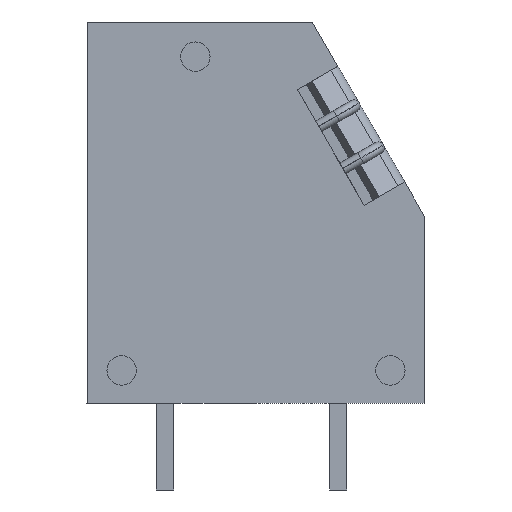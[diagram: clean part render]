
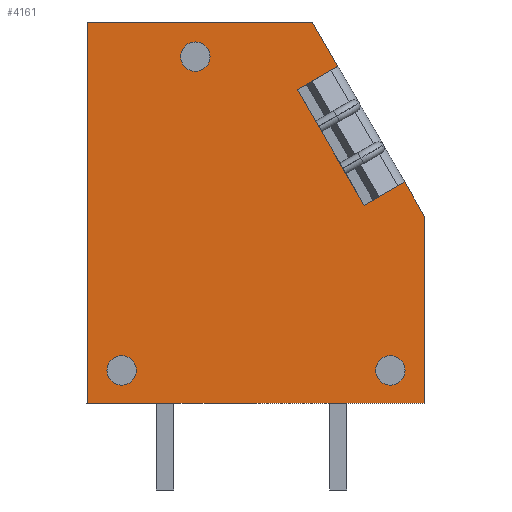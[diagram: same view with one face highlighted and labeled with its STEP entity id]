
A CAD part, left-side view. The second image highlights one B-rep face of the part: STEP entity #4161.
In plain terms, the highlighted planar face has unit normal (-1, 0, 0).
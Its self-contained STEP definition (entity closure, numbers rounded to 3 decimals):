
#918=CARTESIAN_POINT('',(-3.75,-8.85,1.9));
#919=VERTEX_POINT('',#918);
#935=CARTESIAN_POINT('',(-3.75,-7.15,1.9));
#936=VERTEX_POINT('',#935);
#943=CARTESIAN_POINT('',(-3.75,-8.,1.9));
#944=DIRECTION('',(1.0,0.,0.));
#945=DIRECTION('',(0.,0.829,-0.559));
#946=AXIS2_PLACEMENT_3D('',#943,#944,#945);
#947=CIRCLE('',#946,0.85);
#948=EDGE_CURVE('',#919,#936,#947,.T.);
#960=CARTESIAN_POINT('',(-3.75,6.65,1.9));
#961=VERTEX_POINT('',#960);
#977=CARTESIAN_POINT('',(-3.75,8.35,1.9));
#978=VERTEX_POINT('',#977);
#985=CARTESIAN_POINT('',(-3.75,7.5,1.9));
#986=DIRECTION('',(1.0,0.,0.));
#987=DIRECTION('',(0.,0.829,-0.559));
#988=AXIS2_PLACEMENT_3D('',#985,#986,#987);
#989=CIRCLE('',#988,0.85);
#990=EDGE_CURVE('',#961,#978,#989,.T.);
#1002=CARTESIAN_POINT('',(-3.75,2.4,20.0));
#1003=VERTEX_POINT('',#1002);
#1019=CARTESIAN_POINT('',(-3.75,4.1,20.0));
#1020=VERTEX_POINT('',#1019);
#1027=CARTESIAN_POINT('',(-3.75,3.25,20.));
#1028=DIRECTION('',(1.0,0.,0.));
#1029=DIRECTION('',(0.,0.829,-0.559));
#1030=AXIS2_PLACEMENT_3D('',#1027,#1028,#1029);
#1031=CIRCLE('',#1030,0.85);
#1032=EDGE_CURVE('',#1003,#1020,#1031,.T.);
#1084=CARTESIAN_POINT('',(-3.75,3.25,20.));
#1085=DIRECTION('',(1.0,0.,0.));
#1086=DIRECTION('',(0.,0.829,-0.559));
#1087=AXIS2_PLACEMENT_3D('',#1084,#1085,#1086);
#1088=CIRCLE('',#1087,0.85);
#1089=EDGE_CURVE('',#1020,#1003,#1088,.T.);
#1118=CARTESIAN_POINT('',(-3.75,7.5,1.9));
#1119=DIRECTION('',(1.0,0.,0.));
#1120=DIRECTION('',(0.,0.829,-0.559));
#1121=AXIS2_PLACEMENT_3D('',#1118,#1119,#1120);
#1122=CIRCLE('',#1121,0.85);
#1123=EDGE_CURVE('',#978,#961,#1122,.T.);
#1152=CARTESIAN_POINT('',(-3.75,-8.,1.9));
#1153=DIRECTION('',(1.0,0.,0.));
#1154=DIRECTION('',(0.,0.829,-0.559));
#1155=AXIS2_PLACEMENT_3D('',#1152,#1153,#1154);
#1156=CIRCLE('',#1155,0.85);
#1157=EDGE_CURVE('',#936,#919,#1156,.T.);
#3183=CARTESIAN_POINT('',(-3.75,-6.487,11.427));
#3184=VERTEX_POINT('',#3183);
#3191=CARTESIAN_POINT('',(-3.75,-8.825,12.777));
#3192=VERTEX_POINT('',#3191);
#3193=CARTESIAN_POINT('',(-3.75,-8.825,12.777));
#3194=DIRECTION('',(0.,0.866,-0.5));
#3195=VECTOR('',#3194,2.7);
#3196=LINE('',#3193,#3195);
#3197=EDGE_CURVE('',#3192,#3184,#3196,.T.);
#3229=CARTESIAN_POINT('',(-3.75,-2.637,18.095));
#3230=VERTEX_POINT('',#3229);
#3237=CARTESIAN_POINT('',(-3.75,-6.487,11.427));
#3238=DIRECTION('',(0.,0.5,0.866));
#3239=VECTOR('',#3238,7.7);
#3240=LINE('',#3237,#3239);
#3241=EDGE_CURVE('',#3184,#3230,#3240,.T.);
#3356=CARTESIAN_POINT('',(-3.75,9.5,0.));
#3357=VERTEX_POINT('',#3356);
#3358=CARTESIAN_POINT('',(-3.75,9.5,22.0));
#3359=VERTEX_POINT('',#3358);
#3360=CARTESIAN_POINT('',(-3.75,9.5,0.));
#3361=DIRECTION('',(0.0,0.0,1.0));
#3362=VECTOR('',#3361,22.0);
#3363=LINE('',#3360,#3362);
#3364=EDGE_CURVE('',#3357,#3359,#3363,.T.);
#3396=CARTESIAN_POINT('',(-3.75,-3.5,22.0));
#3397=VERTEX_POINT('',#3396);
#3398=CARTESIAN_POINT('',(-3.75,9.5,22.0));
#3399=DIRECTION('',(0.0,-1.0,0.0));
#3400=VECTOR('',#3399,13.0);
#3401=LINE('',#3398,#3400);
#3402=EDGE_CURVE('',#3359,#3397,#3401,.T.);
#3579=CARTESIAN_POINT('',(-3.75,-4.975,19.445));
#3580=VERTEX_POINT('',#3579);
#3581=CARTESIAN_POINT('',(-3.75,-3.5,22.0));
#3582=DIRECTION('',(0.,-0.5,-0.866));
#3583=VECTOR('',#3582,2.95);
#3584=LINE('',#3581,#3583);
#3585=EDGE_CURVE('',#3397,#3580,#3584,.T.);
#3619=CARTESIAN_POINT('',(-3.75,-2.637,18.095));
#3620=DIRECTION('',(0.,-0.866,0.5));
#3621=VECTOR('',#3620,2.7);
#3622=LINE('',#3619,#3621);
#3623=EDGE_CURVE('',#3230,#3580,#3622,.T.);
#4030=CARTESIAN_POINT('',(-3.75,-10.0,10.742));
#4031=VERTEX_POINT('',#4030);
#4032=CARTESIAN_POINT('',(-3.75,-10.0,10.742));
#4033=DIRECTION('',(0.,0.5,0.866));
#4034=VECTOR('',#4033,2.35);
#4035=LINE('',#4032,#4034);
#4036=EDGE_CURVE('',#4031,#3192,#4035,.T.);
#4103=CARTESIAN_POINT('',(-3.75,-10.0,0.));
#4104=VERTEX_POINT('',#4103);
#4105=CARTESIAN_POINT('',(-3.75,-10.0,10.742));
#4106=DIRECTION('',(0.0,0.0,-1.0));
#4107=VECTOR('',#4106,10.742);
#4108=LINE('',#4105,#4107);
#4109=EDGE_CURVE('',#4031,#4104,#4108,.T.);
#4128=CARTESIAN_POINT('',(-3.75,-0.25,23.1));
#4129=DIRECTION('',(-1.0,0.0,0.0));
#4130=DIRECTION('',(0.0,-1.0,0.0));
#4131=AXIS2_PLACEMENT_3D('',#4128,#4129,#4130);
#4132=PLANE('',#4131);
#4133=ORIENTED_EDGE('',*,*,#4109,.F.);
#4134=ORIENTED_EDGE('',*,*,#4036,.T.);
#4135=ORIENTED_EDGE('',*,*,#3197,.T.);
#4136=ORIENTED_EDGE('',*,*,#3241,.T.);
#4137=ORIENTED_EDGE('',*,*,#3623,.T.);
#4138=ORIENTED_EDGE('',*,*,#3585,.F.);
#4139=ORIENTED_EDGE('',*,*,#3402,.F.);
#4140=ORIENTED_EDGE('',*,*,#3364,.F.);
#4141=CARTESIAN_POINT('',(-3.75,-10.0,0.));
#4142=DIRECTION('',(0.0,1.0,0.0));
#4143=VECTOR('',#4142,19.5);
#4144=LINE('',#4141,#4143);
#4145=EDGE_CURVE('',#4104,#3357,#4144,.T.);
#4146=ORIENTED_EDGE('',*,*,#4145,.F.);
#4147=EDGE_LOOP('',(#4133,#4134,#4135,#4136,#4137,#4138,#4139,#4140,#4146));
#4148=FACE_OUTER_BOUND('',#4147,.T.);
#4149=ORIENTED_EDGE('',*,*,#1157,.T.);
#4150=ORIENTED_EDGE('',*,*,#948,.T.);
#4151=EDGE_LOOP('',(#4149,#4150));
#4152=FACE_BOUND('',#4151,.T.);
#4153=ORIENTED_EDGE('',*,*,#1123,.T.);
#4154=ORIENTED_EDGE('',*,*,#990,.T.);
#4155=EDGE_LOOP('',(#4153,#4154));
#4156=FACE_BOUND('',#4155,.T.);
#4157=ORIENTED_EDGE('',*,*,#1089,.T.);
#4158=ORIENTED_EDGE('',*,*,#1032,.T.);
#4159=EDGE_LOOP('',(#4157,#4158));
#4160=FACE_BOUND('',#4159,.T.);
#4161=ADVANCED_FACE('',(#4148,#4152,#4156,#4160),#4132,.T.);
